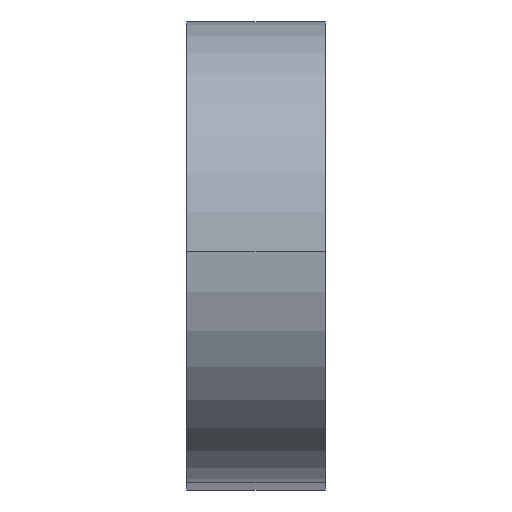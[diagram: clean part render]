
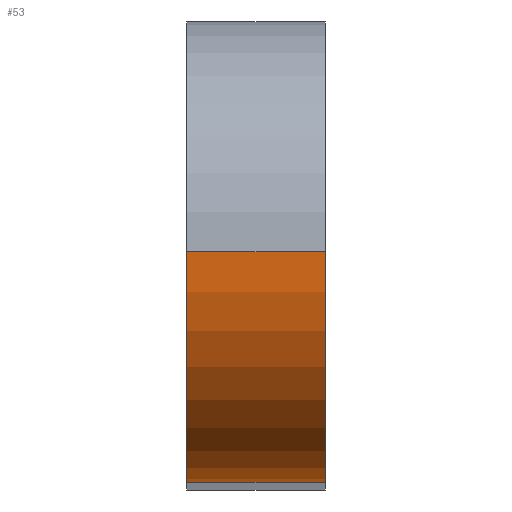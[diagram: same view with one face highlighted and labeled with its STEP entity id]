
A CAD part, top view. The second image highlights one B-rep face of the part: STEP entity #53.
In plain terms, the highlighted cylindrical face has radius 5 mm (diameter 10 mm), a partial arc.
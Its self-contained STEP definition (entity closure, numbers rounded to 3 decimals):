
#1 = CIRCLE ( 'NONE', #69, 5. ) ;
#2 = CARTESIAN_POINT ( 'NONE',  ( 3., 5., 0. ) ) ;
#5 = CARTESIAN_POINT ( 'NONE',  ( 0., 5., 0. ) ) ;
#7 = ORIENTED_EDGE ( 'NONE', *, *, #374, .F. ) ;
#26 = ORIENTED_EDGE ( 'NONE', *, *, #147, .T. ) ;
#44 = CARTESIAN_POINT ( 'NONE',  ( 0., 0., 0. ) ) ;
#53 = ADVANCED_FACE ( 'NONE', ( #332 ), #320, .T. ) ;
#56 = VERTEX_POINT ( 'NONE', #435 ) ;
#58 = DIRECTION ( 'NONE',  ( 0., 0., -1. ) ) ;
#69 = AXIS2_PLACEMENT_3D ( 'NONE', #2, #82, #378 ) ;
#82 = DIRECTION ( 'NONE',  ( 1., 0., 0. ) ) ;
#115 = VECTOR ( 'NONE', #127, 1000. ) ;
#127 = DIRECTION ( 'NONE',  ( -1., 0., 0. ) ) ;
#130 = DIRECTION ( 'NONE',  ( 0., 0., 1. ) ) ;
#140 = VERTEX_POINT ( 'NONE', #44 ) ;
#147 = EDGE_CURVE ( 'NONE', #336, #480, #425, .T. ) ;
#159 = CARTESIAN_POINT ( 'NONE',  ( 3., 0., 0. ) ) ;
#184 = EDGE_CURVE ( 'NONE', #480, #140, #376, .T. ) ;
#193 = ORIENTED_EDGE ( 'NONE', *, *, #184, .T. ) ;
#231 = CARTESIAN_POINT ( 'NONE',  ( 0., 5., 5. ) ) ;
#234 = DIRECTION ( 'NONE',  ( 1., 0., 0. ) ) ;
#236 = ORIENTED_EDGE ( 'NONE', *, *, #377, .F. ) ;
#260 = CARTESIAN_POINT ( 'NONE',  ( 3., 5., 5. ) ) ;
#274 = AXIS2_PLACEMENT_3D ( 'NONE', #447, #478, #130 ) ;
#280 = VECTOR ( 'NONE', #463, 1000. ) ;
#297 = LINE ( 'NONE', #159, #280 ) ;
#320 = CYLINDRICAL_SURFACE ( 'NONE', #274, 5. ) ;
#332 = FACE_OUTER_BOUND ( 'NONE', #359, .T. ) ;
#336 = VERTEX_POINT ( 'NONE', #260 ) ;
#359 = EDGE_LOOP ( 'NONE', ( #7, #26, #193, #236 ) ) ;
#374 = EDGE_CURVE ( 'NONE', #336, #56, #1, .T. ) ;
#376 = CIRCLE ( 'NONE', #456, 5. ) ;
#377 = EDGE_CURVE ( 'NONE', #56, #140, #297, .T. ) ;
#378 = DIRECTION ( 'NONE',  ( 0., 0., -1. ) ) ;
#394 = CARTESIAN_POINT ( 'NONE',  ( 3., 5., 5. ) ) ;
#425 = LINE ( 'NONE', #394, #115 ) ;
#435 = CARTESIAN_POINT ( 'NONE',  ( 3., 0., 0. ) ) ;
#447 = CARTESIAN_POINT ( 'NONE',  ( 3., 5., 0. ) ) ;
#456 = AXIS2_PLACEMENT_3D ( 'NONE', #5, #234, #58 ) ;
#463 = DIRECTION ( 'NONE',  ( -1., 0., 0. ) ) ;
#478 = DIRECTION ( 'NONE',  ( -1., 0., 0. ) ) ;
#480 = VERTEX_POINT ( 'NONE', #231 ) ;
